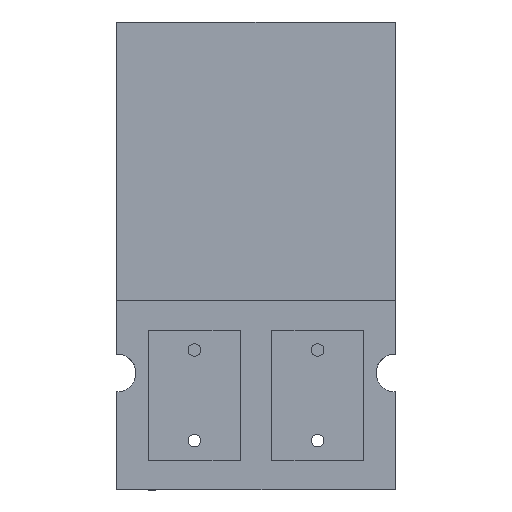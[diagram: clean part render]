
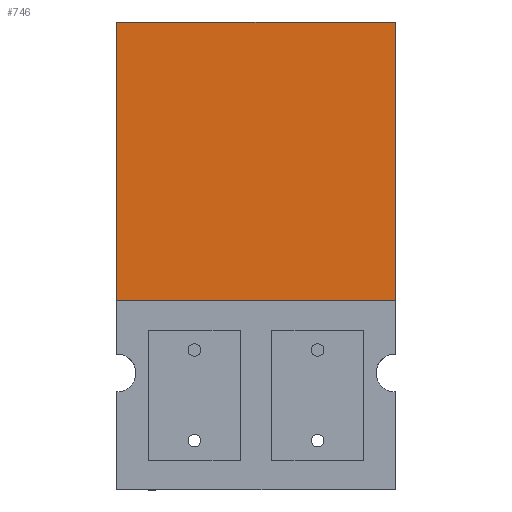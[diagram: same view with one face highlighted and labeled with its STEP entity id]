
A CAD part, top view. The second image highlights one B-rep face of the part: STEP entity #746.
In plain terms, the highlighted planar face has unit normal (0, 0, 1).
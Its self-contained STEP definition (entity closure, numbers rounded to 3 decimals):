
#56 = EDGE_CURVE ( 'NONE', #644, #1525, #521, .T. ) ;
#100 = CARTESIAN_POINT ( 'NONE',  ( 0., 0., 0.45 ) ) ;
#275 = PLANE ( 'NONE',  #1377 ) ;
#294 = EDGE_LOOP ( 'NONE', ( #2376, #2367, #1513, #1164 ) ) ;
#436 = LINE ( 'NONE', #2222, #1482 ) ;
#479 = DIRECTION ( 'NONE',  ( 0., -1., 0. ) ) ;
#521 = LINE ( 'NONE', #1893, #1422 ) ;
#539 = EDGE_CURVE ( 'NONE', #891, #644, #436, .T. ) ;
#601 = DIRECTION ( 'NONE',  ( -1., 0., 0. ) ) ;
#644 = VERTEX_POINT ( 'NONE', #2263 ) ;
#646 = LINE ( 'NONE', #1732, #2193 ) ;
#746 = ADVANCED_FACE ( 'NONE', ( #1982 ), #275, .T. ) ;
#891 = VERTEX_POINT ( 'NONE', #1905 ) ;
#1012 = VECTOR ( 'NONE', #1393, 1000. ) ;
#1164 = ORIENTED_EDGE ( 'NONE', *, *, #539, .T. ) ;
#1289 = EDGE_CURVE ( 'NONE', #1525, #2141, #1588, .T. ) ;
#1314 = DIRECTION ( 'NONE',  ( 0., 0., 1. ) ) ;
#1377 = AXIS2_PLACEMENT_3D ( 'NONE', #100, #1314, #2274 ) ;
#1393 = DIRECTION ( 'NONE',  ( 1., 0., 0. ) ) ;
#1400 = CARTESIAN_POINT ( 'NONE',  ( 0., 0., 0.45 ) ) ;
#1422 = VECTOR ( 'NONE', #479, 1000. ) ;
#1482 = VECTOR ( 'NONE', #601, 1000. ) ;
#1513 = ORIENTED_EDGE ( 'NONE', *, *, #2005, .T. ) ;
#1525 = VERTEX_POINT ( 'NONE', #1691 ) ;
#1588 = LINE ( 'NONE', #1400, #1012 ) ;
#1600 = CARTESIAN_POINT ( 'NONE',  ( 4.4, 0., 0.45 ) ) ;
#1691 = CARTESIAN_POINT ( 'NONE',  ( 0., 0., 0.45 ) ) ;
#1732 = CARTESIAN_POINT ( 'NONE',  ( 4.4, 4.4, 0.45 ) ) ;
#1893 = CARTESIAN_POINT ( 'NONE',  ( 0., 4.4, 0.45 ) ) ;
#1905 = CARTESIAN_POINT ( 'NONE',  ( 4.4, 4.4, 0.45 ) ) ;
#1925 = DIRECTION ( 'NONE',  ( 0., 1., 0. ) ) ;
#1982 = FACE_OUTER_BOUND ( 'NONE', #294, .T. ) ;
#2005 = EDGE_CURVE ( 'NONE', #2141, #891, #646, .T. ) ;
#2141 = VERTEX_POINT ( 'NONE', #1600 ) ;
#2193 = VECTOR ( 'NONE', #1925, 1000. ) ;
#2222 = CARTESIAN_POINT ( 'NONE',  ( 0., 4.4, 0.45 ) ) ;
#2263 = CARTESIAN_POINT ( 'NONE',  ( 0., 4.4, 0.45 ) ) ;
#2274 = DIRECTION ( 'NONE',  ( 1., 0., 0. ) ) ;
#2367 = ORIENTED_EDGE ( 'NONE', *, *, #1289, .T. ) ;
#2376 = ORIENTED_EDGE ( 'NONE', *, *, #56, .T. ) ;
